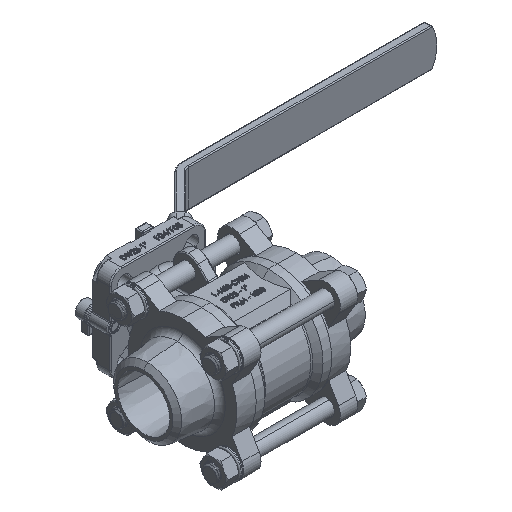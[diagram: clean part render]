
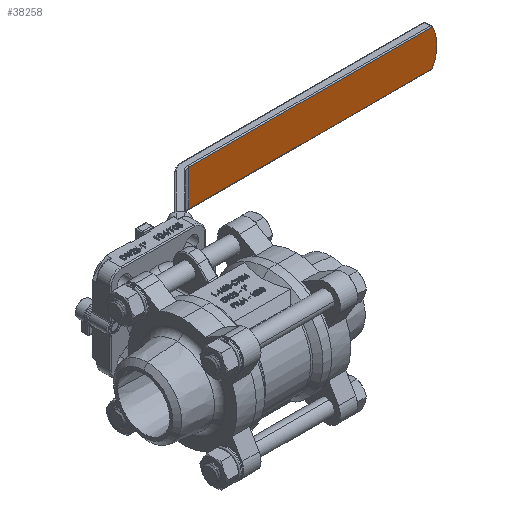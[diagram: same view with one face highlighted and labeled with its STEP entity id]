
A CAD part, isometric view. The second image highlights one B-rep face of the part: STEP entity #38258.
In plain terms, the highlighted planar face has unit normal (0, -1, 0).
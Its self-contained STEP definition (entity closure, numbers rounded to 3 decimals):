
#664 = CARTESIAN_POINT ( 'NONE',  ( 59.314, 31., -9.95 ) ) ;
#1132 = CARTESIAN_POINT ( 'NONE',  ( 59.314, 31., 9.45 ) ) ;
#3936 = PLANE ( 'NONE',  #41827 ) ;
#4140 = DIRECTION ( 'NONE',  ( -1., 0., 0. ) ) ;
#7480 = EDGE_CURVE ( 'NONE', #54546, #28258, #31521, .T. ) ;
#9347 = DIRECTION ( 'NONE',  ( 0., 1., 0. ) ) ;
#10925 = ORIENTED_EDGE ( 'NONE', *, *, #7480, .T. ) ;
#16031 = EDGE_CURVE ( 'NONE', #28258, #41196, #17460, .T. ) ;
#16712 = VERTEX_POINT ( 'NONE', #41047 ) ;
#16721 = CARTESIAN_POINT ( 'NONE',  ( 57.657, 31., -9.45 ) ) ;
#17460 = LINE ( 'NONE', #664, #39931 ) ;
#18796 = VECTOR ( 'NONE', #55554, 1000. ) ;
#20121 = EDGE_LOOP ( 'NONE', ( #39688, #45576, #35919, #10925 ) ) ;
#21574 = DIRECTION ( 'NONE',  ( 1., 0., 0. ) ) ;
#23175 = CARTESIAN_POINT ( 'NONE',  ( 57.657, 31., 9.95 ) ) ;
#27458 = CARTESIAN_POINT ( 'NONE',  ( 59.314, 31., -9.45 ) ) ;
#28258 = VERTEX_POINT ( 'NONE', #1132 ) ;
#28955 = CARTESIAN_POINT ( 'NONE',  ( 186.627, 31., 9.45 ) ) ;
#31521 = LINE ( 'NONE', #50696, #18796 ) ;
#32778 = DIRECTION ( 'NONE',  ( 0., 1., 0. ) ) ;
#33607 = CIRCLE ( 'NONE', #36882, 20. ) ;
#34254 = EDGE_CURVE ( 'NONE', #54546, #16712, #33607, .T. ) ;
#35919 = ORIENTED_EDGE ( 'NONE', *, *, #34254, .F. ) ;
#36882 = AXIS2_PLACEMENT_3D ( 'NONE', #37976, #9347, #42817 ) ;
#37976 = CARTESIAN_POINT ( 'NONE',  ( 169., 31., 0. ) ) ;
#38258 = ADVANCED_FACE ( 'NONE', ( #54386 ), #3936, .F. ) ;
#38844 = DIRECTION ( 'NONE',  ( 0., 0., -1. ) ) ;
#39688 = ORIENTED_EDGE ( 'NONE', *, *, #16031, .T. ) ;
#39931 = VECTOR ( 'NONE', #38844, 1000. ) ;
#41047 = CARTESIAN_POINT ( 'NONE',  ( 186.627, 31., -9.45 ) ) ;
#41196 = VERTEX_POINT ( 'NONE', #27458 ) ;
#41827 = AXIS2_PLACEMENT_3D ( 'NONE', #23175, #32778, #4140 ) ;
#42817 = DIRECTION ( 'NONE',  ( -1., 0., 0. ) ) ;
#44966 = LINE ( 'NONE', #16721, #56293 ) ;
#45576 = ORIENTED_EDGE ( 'NONE', *, *, #57916, .T. ) ;
#50696 = CARTESIAN_POINT ( 'NONE',  ( 59.314, 31., 9.45 ) ) ;
#54386 = FACE_OUTER_BOUND ( 'NONE', #20121, .T. ) ;
#54546 = VERTEX_POINT ( 'NONE', #28955 ) ;
#55554 = DIRECTION ( 'NONE',  ( -1., 0., 0. ) ) ;
#56293 = VECTOR ( 'NONE', #21574, 1000. ) ;
#57916 = EDGE_CURVE ( 'NONE', #41196, #16712, #44966, .T. ) ;
